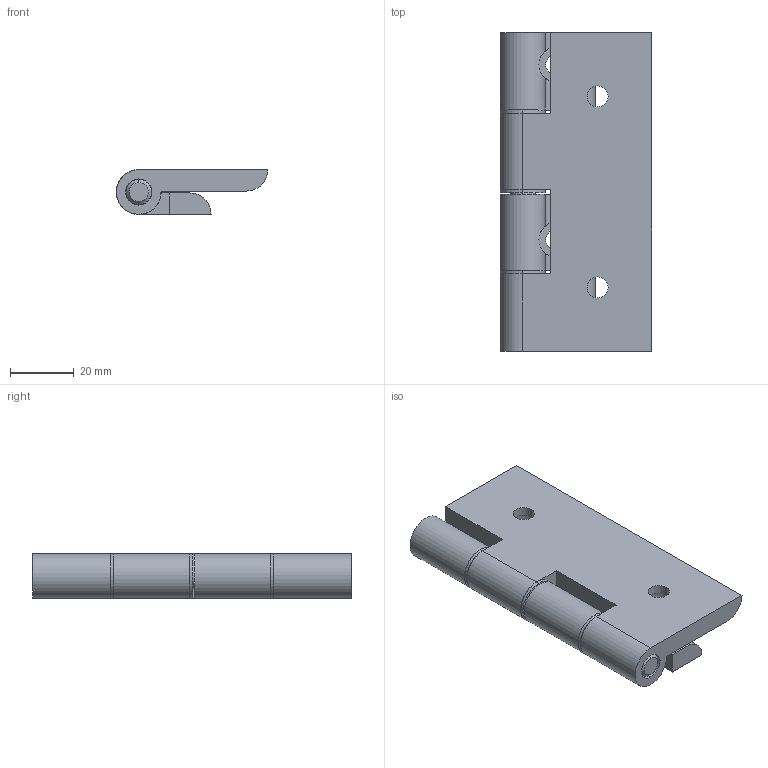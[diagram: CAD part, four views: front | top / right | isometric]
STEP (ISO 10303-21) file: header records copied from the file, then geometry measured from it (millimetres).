
FILE_DESCRIPTION (( 'STEP AP203' ), '1' );
FILE_NAME ('084.500.005.STEP', '2013-01-28T10:07:23', ( 'Alusic' ), ( 'Alusic' ), 'SwSTEP 2.0', 'SolidWorks 2011', '' );
FILE_SCHEMA (( 'CONFIG_CONTROL_DESIGN' ));
Length unit declared in the file: millimetre
Products named in the file (5): 084.500.005; SEMI CERNIERA_084.500.004.A; PERNO CERNIERA_084.500.004.B; 084.500.001.C; SEMI CERNIERA_084.500.005.A
Assembly tree (6 placements, depth 2):
  084.500.005
    SEMI CERNIERA_084.500.005.A
    084.500.001.C  x3
    SEMI CERNIERA_084.500.004.A
    PERNO CERNIERA_084.500.004.B
Bounding box: 47.55 x 100 x 14.1 mm (x, y, z)
Volume: 43733.4 mm3; surface area: 22770.3 mm2
Topology: 6 solids, 6 shells, 202 faces, 476 edges, 288 vertices
Faces by surface type: plane 152, cylinder 46, cone 4
Entity records: 6115 total; most frequent: CARTESIAN_POINT 1011, DIRECTION 1006, ORIENTED_EDGE 904, EDGE_CURVE 452, AXIS2_PLACEMENT_3D 359, LINE 288, VECTOR 288, VERTEX_POINT 272
